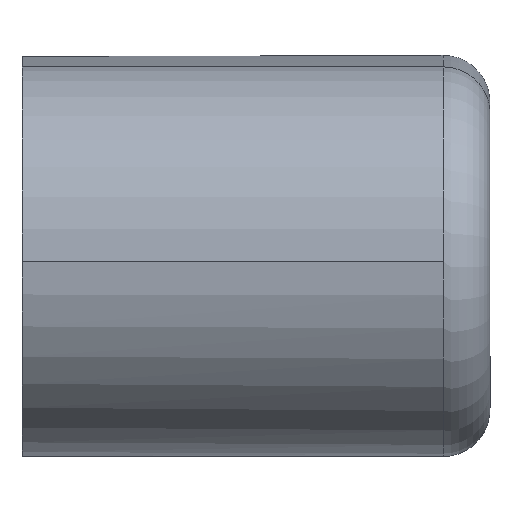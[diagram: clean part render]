
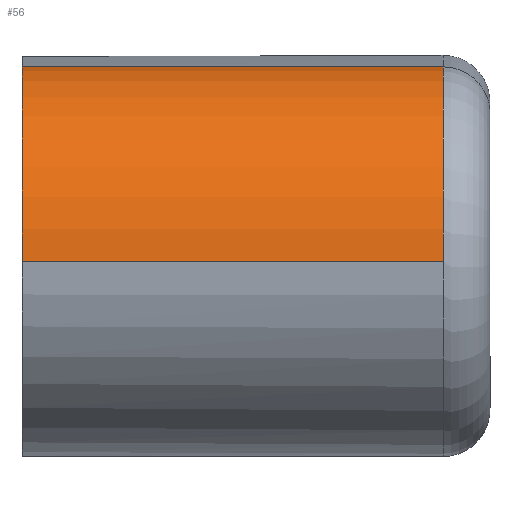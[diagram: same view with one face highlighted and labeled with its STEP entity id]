
A CAD part, left-side view. The second image highlights one B-rep face of the part: STEP entity #56.
In plain terms, the highlighted cylindrical face has radius 12.5 mm (diameter 25 mm), a partial arc.
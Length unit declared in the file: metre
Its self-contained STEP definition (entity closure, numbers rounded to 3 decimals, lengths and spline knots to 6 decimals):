
#56=ADVANCED_FACE('468:22',(#91),#92,.T.);
#91=FACE_OUTER_BOUND('',#150,.T.);
#92=CYLINDRICAL_SURFACE('',#151,0.0125);
#150=EDGE_LOOP('',(#237,#238,#239,#240));
#151=AXIS2_PLACEMENT_3D('',#241,#242,#243);
#237=ORIENTED_EDGE('',*,*,#427,.F.);
#238=ORIENTED_EDGE('',*,*,#428,.F.);
#239=ORIENTED_EDGE('',*,*,#429,.T.);
#240=ORIENTED_EDGE('',*,*,#430,.F.);
#241=CARTESIAN_POINT('',(-0.028342,-0.141423,-0.011747));
#242=DIRECTION('',(0.,-1.0,0.));
#243=DIRECTION('',(1.0,0.,0.));
#427=EDGE_CURVE('',#512,#513,#514,.T.);
#428=EDGE_CURVE('468:76',#515,#512,#516,.T.);
#429=EDGE_CURVE('468:97',#515,#517,#518,.T.);
#430=EDGE_CURVE('468:100',#513,#517,#519,.T.);
#512=VERTEX_POINT('',#790);
#513=VERTEX_POINT('',#791);
#514=LINE('',#792,#793);
#515=VERTEX_POINT('',#794);
#516=CIRCLE('',#795,0.0125);
#517=VERTEX_POINT('',#796);
#518=LINE('',#797,#798);
#519=CIRCLE('',#799,0.0125);
#790=CARTESIAN_POINT('',(-0.040842,-0.168423,-0.011747));
#791=CARTESIAN_POINT('',(-0.040842,-0.141423,-0.011747));
#792=CARTESIAN_POINT('',(-0.040842,-0.141423,-0.011747));
#793=VECTOR('',#941,1.0);
#794=CARTESIAN_POINT('',(-0.029061,-0.168423,0.000733));
#795=AXIS2_PLACEMENT_3D('',#942,#943,#944);
#796=CARTESIAN_POINT('',(-0.029061,-0.141423,0.000733));
#797=CARTESIAN_POINT('',(-0.029061,-0.171423,0.000733));
#798=VECTOR('',#945,1.0);
#799=AXIS2_PLACEMENT_3D('',#946,#947,#948);
#941=DIRECTION('',(0.,1.0,0.));
#942=CARTESIAN_POINT('',(-0.028342,-0.168423,-0.011747));
#943=DIRECTION('',(0.,-1.0,0.));
#944=DIRECTION('',(-0.87,0.,-0.493));
#945=DIRECTION('',(0.,1.0,0.));
#946=CARTESIAN_POINT('',(-0.028342,-0.141423,-0.011747));
#947=DIRECTION('',(0.,1.0,0.));
#948=DIRECTION('',(1.0,0.,0.));
